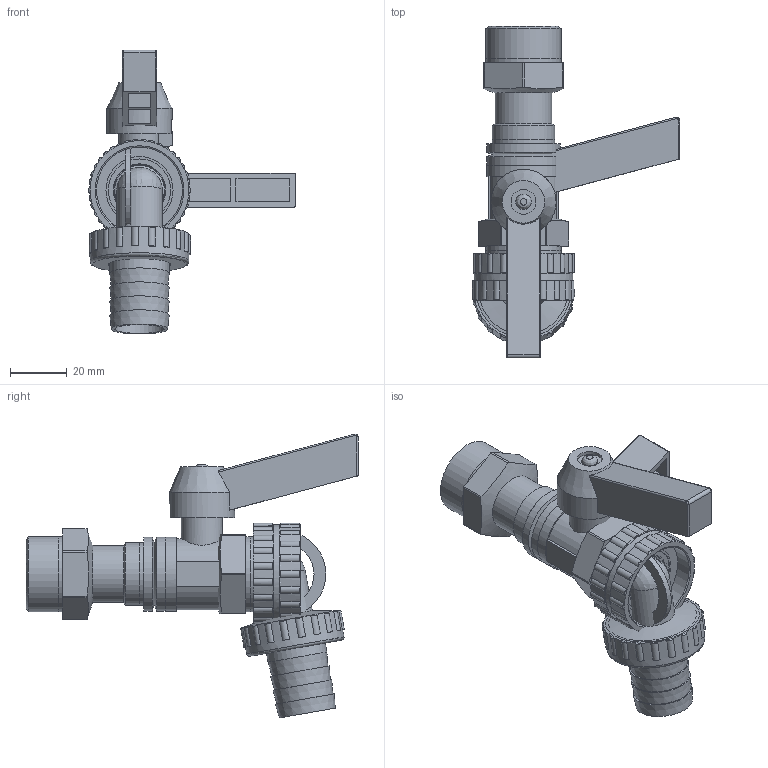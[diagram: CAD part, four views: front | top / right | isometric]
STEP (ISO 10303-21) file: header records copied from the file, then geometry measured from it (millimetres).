
FILE_DESCRIPTION( ( 'Unknown' ), '1' );
FILE_NAME( '840-3_4-STEP-KUNDE.stp', 'Unknown', ( 'Unknown' ), ( 'Unknown' ), 'PSStep 13.0', 'Unknown', ' ' );
FILE_SCHEMA( ( 'AUTOMOTIVE_DESIGN { 1 0 10303 214 1 1 1 1 }' ) );
Length unit declared in the file: millimetre
Products named in the file (9): 840-05_Schlauchanschluss; Assem1; 840-05_Schlauchtülle; 840-05_Schlauchtülle Mutter; Dichtung; 840-06-Griff; Linsenkopfschraube_M3 x 10; 840-05_Körper; 840-05_Einschraubteil
Bounding box: 73 x 117 x 100.04 mm (x, y, z)
Volume: 81853.7 mm3; surface area: 76516 mm2
Topology: 17 solids, 17 shells, 576 faces, 1297 edges, 801 vertices
Faces by surface type: plane 273, cylinder 185, cone 102, torus 10, bspline 4, sphere 2
Full cylindrical faces by diameter (mm): 3 x2, 3.3 x2, 5.5 x2, 8 x2, 8.8 x2, 9.5 x2, 12 x2, 12.5 x4, 14.5 x2, 16 x4, 17 x4, 17.5 x3, 18 x2, 19 x2, 20 x2, 20.376 x2, 20.5 x5, 21 x3, 22 x10, 22.5 x4, 23 x2, 26 x4, 26.441 x4, 28 x3, 30.291 x9, 33.249 x2, 34.8 x3
Entity records: 9153 total; most frequent: CARTESIAN_POINT 1885, DIRECTION 1173, ORIENTED_EDGE 930, AXIS2_PLACEMENT_3D 499, EDGE_CURVE 465, EDGE_LOOP 342, VERTEX_POINT 317, FACE_OUTER_BOUND 287
